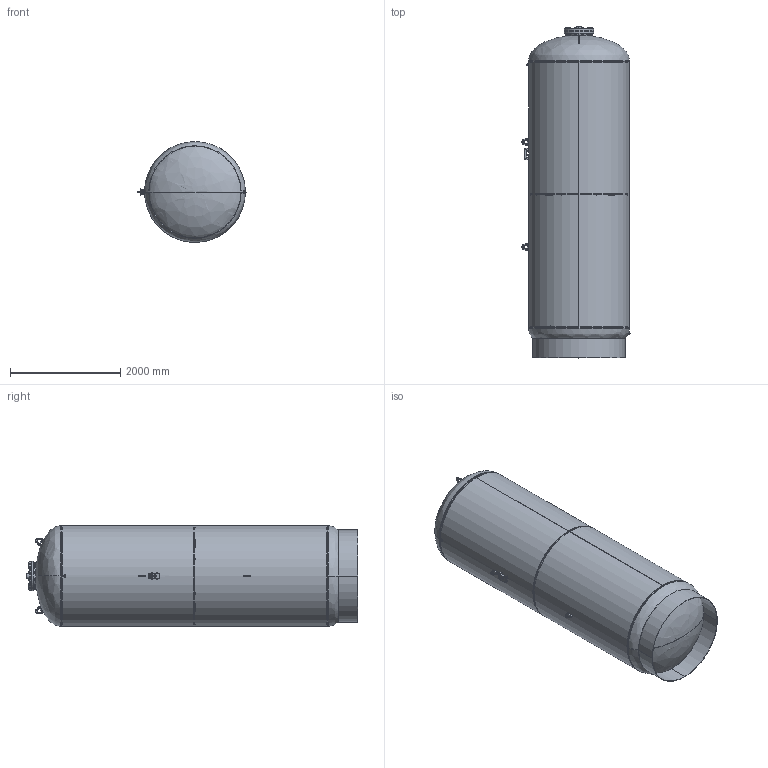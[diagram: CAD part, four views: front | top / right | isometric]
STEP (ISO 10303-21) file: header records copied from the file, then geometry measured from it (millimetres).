
FILE_DESCRIPTION (( 'STEP AP203' ), '1' );
FILE_NAME ('NLA-15000.STEP', '2021-03-26T15:07:14', ( '' ), ( '' ), 'SwSTEP 2.0', 'SolidWorks 2021', '' );
FILE_SCHEMA (( 'CONFIG_CONTROL_DESIGN' ));
Length unit declared in the file: inch
Products named in the file (31): 9800687_4464K255; 9500000; 99P3903; 9200251; BACKING RINGS, .250 X 1.5 SA-36_71.340; 9400543; 07200310_5081T17; 9500050; 9500040; PLUGS_9500150; 9801686_5388K24; 9500030; Couplings_9500577; 9800401_9800400; 9801685_230; 99B2616; 9500010; 99K0777; 99B0030; 9800585_HHBOLT 1.0000-8x4.5x4.5-N; 99K0776; 9800460_03-34; 99M0553; 9800448; 9800640_HHNUT 1.0000-8-D-N; 99Q0732; NLA-15000; 99J0601; 9800398^A-V3810001_9800398; BLIND FLANGES ASME B16.5_14 150# SA-105
Assembly tree (58 placements, depth 2):
  NLA-15000
    99B2616
    99B0030
    9200251
    9200251
    9500000
    9500010
    9500030
    9500040
    9500050  x2
    Couplings_9500577
    9800460_03-34
    07200310_5081T17
    9800401_9800400
    9800687_4464K255
    9801685_230
    9801686_5388K24
    99P3903
    PLUGS_9500150  x2
    9800448
    99M0553
    BLIND FLANGES ASME B16.5_14 150# SA-105
    9800585_HHBOLT 1.0000-8x4.5x4.5-N  x12
    9800640_HHNUT 1.0000-8-D-N  x12
    9800398^A-V3810001_9800398
    99J0601
    99Q0732
    BACKING RINGS, .250 X 1.5 SA-36_71.340
    9400543  x4
    99K0776  x2
    99K0777
Bounding box: 1963.91 x 6023.09 x 1831.09 mm (x, y, z)
Volume: 442245595.1 mm3; surface area: 91488648.3 mm2
Topology: 63 solids, 63 shells, 2597 faces, 6939 edges, 4375 vertices
Faces by surface type: cylinder 1111, plane 613, cone 555, torus 161, bspline 148, sphere 9
Full cylindrical faces by diameter (mm): 1799.336 x1, 1812.036 x1
Entity records: 115949 total; most frequent: CARTESIAN_POINT 65526, ORIENTED_EDGE 10574, DIRECTION 8296, EDGE_CURVE 5287, VERTEX_POINT 3404, AXIS2_PLACEMENT_3D 3324, EDGE_LOOP 2425, B_SPLINE_CURVE_WITH_KNOTS 1940
